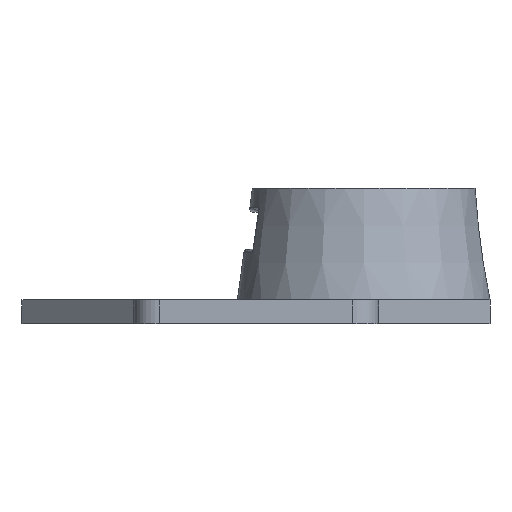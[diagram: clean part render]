
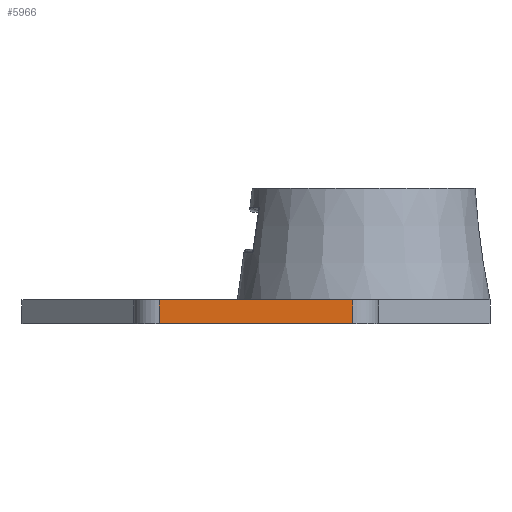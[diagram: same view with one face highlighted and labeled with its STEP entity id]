
A CAD part, left-side view. The second image highlights one B-rep face of the part: STEP entity #5966.
In plain terms, the highlighted planar face has unit normal (-1, 0, 0).
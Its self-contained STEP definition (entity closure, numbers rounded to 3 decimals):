
#693 = PLANE('',#694);
#694 = AXIS2_PLACEMENT_3D('',#695,#696,#697);
#695 = CARTESIAN_POINT('',(-47.803,20.92,3.2));
#696 = DIRECTION('',(0.,0.,1.));
#697 = DIRECTION('',(0.,-1.,0.));
#4363 = VERTEX_POINT('',#4364);
#4364 = CARTESIAN_POINT('',(-86.5,13.,3.2));
#4383 = CYLINDRICAL_SURFACE('',#4384,3.5);
#4384 = AXIS2_PLACEMENT_3D('',#4385,#4386,#4387);
#4385 = CARTESIAN_POINT('',(-83.,13.,3.2));
#4386 = DIRECTION('',(0.,0.,-1.));
#4387 = DIRECTION('',(0.,-1.,0.));
#4394 = EDGE_CURVE('',#4395,#4363,#4397,.T.);
#4395 = VERTEX_POINT('',#4396);
#4396 = CARTESIAN_POINT('',(-86.5,-13.,3.2));
#4397 = SURFACE_CURVE('',#4398,(#4402,#4409),.PCURVE_S1.);
#4398 = LINE('',#4399,#4400);
#4399 = CARTESIAN_POINT('',(-86.5,-13.,3.2));
#4400 = VECTOR('',#4401,1.);
#4401 = DIRECTION('',(0.,1.,0.));
#4402 = PCURVE('',#693,#4403);
#4403 = DEFINITIONAL_REPRESENTATION('',(#4404),#4408);
#4404 = LINE('',#4405,#4406);
#4405 = CARTESIAN_POINT('',(33.92,-38.697));
#4406 = VECTOR('',#4407,1.);
#4407 = DIRECTION('',(-1.,0.));
#4408 = ( GEOMETRIC_REPRESENTATION_CONTEXT(2) 
PARAMETRIC_REPRESENTATION_CONTEXT() REPRESENTATION_CONTEXT('2D SPACE',''
  ) );
#4409 = PCURVE('',#4410,#4415);
#4410 = PLANE('',#4411);
#4411 = AXIS2_PLACEMENT_3D('',#4412,#4413,#4414);
#4412 = CARTESIAN_POINT('',(-86.5,-13.,3.2));
#4413 = DIRECTION('',(-1.,0.,0.));
#4414 = DIRECTION('',(0.,1.,0.));
#4415 = DEFINITIONAL_REPRESENTATION('',(#4416),#4420);
#4416 = LINE('',#4417,#4418);
#4417 = CARTESIAN_POINT('',(0.,0.));
#4418 = VECTOR('',#4419,1.);
#4419 = DIRECTION('',(1.,0.));
#4420 = ( GEOMETRIC_REPRESENTATION_CONTEXT(2) 
PARAMETRIC_REPRESENTATION_CONTEXT() REPRESENTATION_CONTEXT('2D SPACE',''
  ) );
#4443 = CYLINDRICAL_SURFACE('',#4444,3.5);
#4444 = AXIS2_PLACEMENT_3D('',#4445,#4446,#4447);
#4445 = CARTESIAN_POINT('',(-83.,-13.,3.2));
#4446 = DIRECTION('',(0.,0.,-1.));
#4447 = DIRECTION('',(1.,0.,0.));
#5565 = PLANE('',#5566);
#5566 = AXIS2_PLACEMENT_3D('',#5567,#5568,#5569);
#5567 = CARTESIAN_POINT('',(-47.803,20.92,
    0.));
#5568 = DIRECTION('',(0.,0.,1.));
#5569 = DIRECTION('',(0.,-1.,0.));
#5919 = VERTEX_POINT('',#5920);
#5920 = CARTESIAN_POINT('',(-86.5,-13.,0.));
#5947 = EDGE_CURVE('',#4395,#5919,#5948,.T.);
#5948 = SURFACE_CURVE('',#5949,(#5953,#5959),.PCURVE_S1.);
#5949 = LINE('',#5950,#5951);
#5950 = CARTESIAN_POINT('',(-86.5,-13.,3.2));
#5951 = VECTOR('',#5952,1.);
#5952 = DIRECTION('',(0.,0.,-1.));
#5953 = PCURVE('',#4443,#5954);
#5954 = DEFINITIONAL_REPRESENTATION('',(#5955),#5958);
#5955 = B_SPLINE_CURVE_WITH_KNOTS('',1,(#5956,#5957),.UNSPECIFIED.,.F.,
  .F.,(2,2),(0.,3.2),.PIECEWISE_BEZIER_KNOTS.);
#5956 = CARTESIAN_POINT('',(3.142,0.));
#5957 = CARTESIAN_POINT('',(3.142,3.2));
#5958 = ( GEOMETRIC_REPRESENTATION_CONTEXT(2) 
PARAMETRIC_REPRESENTATION_CONTEXT() REPRESENTATION_CONTEXT('2D SPACE',''
  ) );
#5959 = PCURVE('',#4410,#5960);
#5960 = DEFINITIONAL_REPRESENTATION('',(#5961),#5965);
#5961 = LINE('',#5962,#5963);
#5962 = CARTESIAN_POINT('',(0.,0.));
#5963 = VECTOR('',#5964,1.);
#5964 = DIRECTION('',(0.,1.));
#5965 = ( GEOMETRIC_REPRESENTATION_CONTEXT(2) 
PARAMETRIC_REPRESENTATION_CONTEXT() REPRESENTATION_CONTEXT('2D SPACE',''
  ) );
#5966 = ADVANCED_FACE('',(#5967),#4410,.T.);
#5967 = FACE_BOUND('',#5968,.T.);
#5968 = EDGE_LOOP('',(#5969,#5992,#5993,#5994));
#5969 = ORIENTED_EDGE('',*,*,#5970,.F.);
#5970 = EDGE_CURVE('',#5919,#5971,#5973,.T.);
#5971 = VERTEX_POINT('',#5972);
#5972 = CARTESIAN_POINT('',(-86.5,13.,0.));
#5973 = SURFACE_CURVE('',#5974,(#5978,#5985),.PCURVE_S1.);
#5974 = LINE('',#5975,#5976);
#5975 = CARTESIAN_POINT('',(-86.5,-6.5,0.));
#5976 = VECTOR('',#5977,1.);
#5977 = DIRECTION('',(0.,1.,0.));
#5978 = PCURVE('',#4410,#5979);
#5979 = DEFINITIONAL_REPRESENTATION('',(#5980),#5984);
#5980 = LINE('',#5981,#5982);
#5981 = CARTESIAN_POINT('',(6.5,3.2));
#5982 = VECTOR('',#5983,1.);
#5983 = DIRECTION('',(1.,0.));
#5984 = ( GEOMETRIC_REPRESENTATION_CONTEXT(2) 
PARAMETRIC_REPRESENTATION_CONTEXT() REPRESENTATION_CONTEXT('2D SPACE',''
  ) );
#5985 = PCURVE('',#5565,#5986);
#5986 = DEFINITIONAL_REPRESENTATION('',(#5987),#5991);
#5987 = LINE('',#5988,#5989);
#5988 = CARTESIAN_POINT('',(27.42,-38.697));
#5989 = VECTOR('',#5990,1.);
#5990 = DIRECTION('',(-1.,0.));
#5991 = ( GEOMETRIC_REPRESENTATION_CONTEXT(2) 
PARAMETRIC_REPRESENTATION_CONTEXT() REPRESENTATION_CONTEXT('2D SPACE',''
  ) );
#5992 = ORIENTED_EDGE('',*,*,#5947,.F.);
#5993 = ORIENTED_EDGE('',*,*,#4394,.T.);
#5994 = ORIENTED_EDGE('',*,*,#5995,.T.);
#5995 = EDGE_CURVE('',#4363,#5971,#5996,.T.);
#5996 = SURFACE_CURVE('',#5997,(#6001,#6008),.PCURVE_S1.);
#5997 = LINE('',#5998,#5999);
#5998 = CARTESIAN_POINT('',(-86.5,13.,3.2));
#5999 = VECTOR('',#6000,1.);
#6000 = DIRECTION('',(0.,0.,-1.));
#6001 = PCURVE('',#4410,#6002);
#6002 = DEFINITIONAL_REPRESENTATION('',(#6003),#6007);
#6003 = LINE('',#6004,#6005);
#6004 = CARTESIAN_POINT('',(26.,0.));
#6005 = VECTOR('',#6006,1.);
#6006 = DIRECTION('',(0.,1.));
#6007 = ( GEOMETRIC_REPRESENTATION_CONTEXT(2) 
PARAMETRIC_REPRESENTATION_CONTEXT() REPRESENTATION_CONTEXT('2D SPACE',''
  ) );
#6008 = PCURVE('',#4383,#6009);
#6009 = DEFINITIONAL_REPRESENTATION('',(#6010),#6013);
#6010 = B_SPLINE_CURVE_WITH_KNOTS('',1,(#6011,#6012),.UNSPECIFIED.,.F.,
  .F.,(2,2),(0.,3.2),.PIECEWISE_BEZIER_KNOTS.);
#6011 = CARTESIAN_POINT('',(1.571,0.));
#6012 = CARTESIAN_POINT('',(1.571,3.2));
#6013 = ( GEOMETRIC_REPRESENTATION_CONTEXT(2) 
PARAMETRIC_REPRESENTATION_CONTEXT() REPRESENTATION_CONTEXT('2D SPACE',''
  ) );
